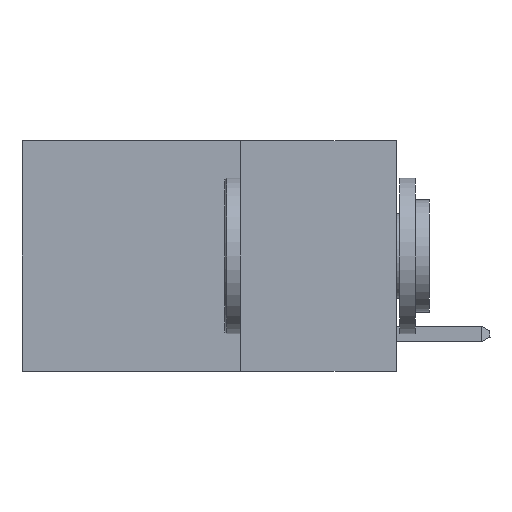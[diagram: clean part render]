
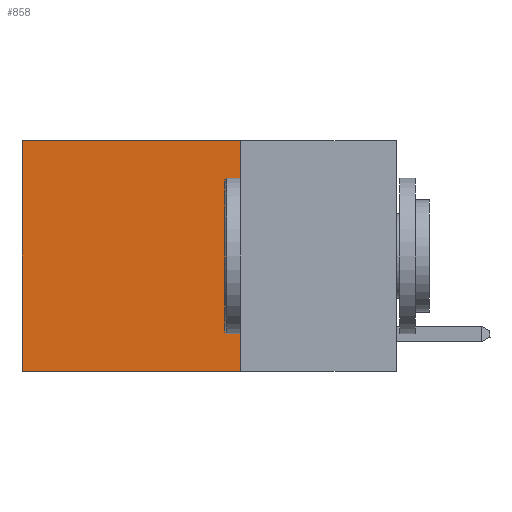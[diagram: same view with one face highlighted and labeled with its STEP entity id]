
A CAD part, left-side view. The second image highlights one B-rep face of the part: STEP entity #858.
In plain terms, the highlighted planar face has unit normal (-1, 0, 0).
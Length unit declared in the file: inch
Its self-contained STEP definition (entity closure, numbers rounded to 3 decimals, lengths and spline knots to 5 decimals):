
#103 = VERTEX_POINT ( 'NONE', #3023 ) ;
#405 = DIRECTION ( 'NONE',  ( 0., 0., -1. ) ) ;
#437 = ORIENTED_EDGE ( 'NONE', *, *, #2153, .F. ) ;
#620 = LINE ( 'NONE', #7707, #1682 ) ;
#666 = CARTESIAN_POINT ( 'NONE',  ( 0.2625, 0.25, 0. ) ) ;
#670 = ORIENTED_EDGE ( 'NONE', *, *, #932, .F. ) ;
#858 = ADVANCED_FACE ( 'NONE', ( #3396 ), #3347, .F. ) ;
#932 = EDGE_CURVE ( 'NONE', #8250, #103, #1203, .T. ) ;
#1203 = LINE ( 'NONE', #2631, #8852 ) ;
#1399 = DIRECTION ( 'NONE',  ( 0., 1., 0. ) ) ;
#1682 = VECTOR ( 'NONE', #1399, 39.37008 ) ;
#2153 = EDGE_CURVE ( 'NONE', #103, #8436, #620, .T. ) ;
#2443 = CARTESIAN_POINT ( 'NONE',  ( 0.2625, 0.6, 0. ) ) ;
#2631 = CARTESIAN_POINT ( 'NONE',  ( 0.2625, 0.25, 0. ) ) ;
#2782 = DIRECTION ( 'NONE',  ( 0., 1., 0. ) ) ;
#2813 = DIRECTION ( 'NONE',  ( 0., 0., -1. ) ) ;
#3023 = CARTESIAN_POINT ( 'NONE',  ( 0.2625, 0.25, -0.37 ) ) ;
#3215 = AXIS2_PLACEMENT_3D ( 'NONE', #6122, #4082, #6168 ) ;
#3347 = PLANE ( 'NONE',  #3215 ) ;
#3396 = FACE_OUTER_BOUND ( 'NONE', #7522, .T. ) ;
#3566 = VECTOR ( 'NONE', #2782, 39.37008 ) ;
#3571 = CARTESIAN_POINT ( 'NONE',  ( 0.2625, 0.25, 0. ) ) ;
#4082 = DIRECTION ( 'NONE',  ( 1., 0., 0. ) ) ;
#4191 = LINE ( 'NONE', #666, #3566 ) ;
#4287 = VECTOR ( 'NONE', #405, 39.37008 ) ;
#5340 = LINE ( 'NONE', #8401, #4287 ) ;
#6122 = CARTESIAN_POINT ( 'NONE',  ( 0.2625, 0.25, 0. ) ) ;
#6168 = DIRECTION ( 'NONE',  ( 0., 0., -1. ) ) ;
#7326 = ORIENTED_EDGE ( 'NONE', *, *, #9026, .T. ) ;
#7522 = EDGE_LOOP ( 'NONE', ( #7326, #437, #670, #8002 ) ) ;
#7707 = CARTESIAN_POINT ( 'NONE',  ( 0.2625, 0.25, -0.37 ) ) ;
#8002 = ORIENTED_EDGE ( 'NONE', *, *, #9107, .T. ) ;
#8141 = CARTESIAN_POINT ( 'NONE',  ( 0.2625, 0.6, -0.37 ) ) ;
#8250 = VERTEX_POINT ( 'NONE', #3571 ) ;
#8401 = CARTESIAN_POINT ( 'NONE',  ( 0.2625, 0.6, 0. ) ) ;
#8436 = VERTEX_POINT ( 'NONE', #8141 ) ;
#8448 = VERTEX_POINT ( 'NONE', #2443 ) ;
#8852 = VECTOR ( 'NONE', #2813, 39.37008 ) ;
#9026 = EDGE_CURVE ( 'NONE', #8448, #8436, #5340, .T. ) ;
#9107 = EDGE_CURVE ( 'NONE', #8250, #8448, #4191, .T. ) ;
